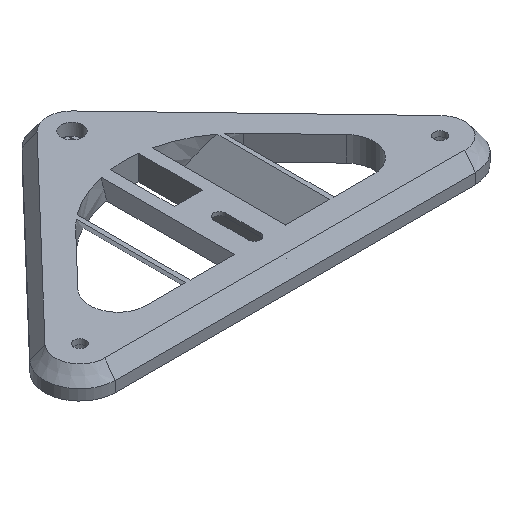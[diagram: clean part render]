
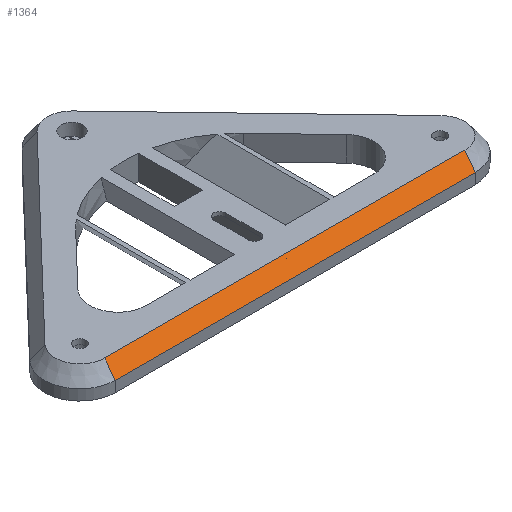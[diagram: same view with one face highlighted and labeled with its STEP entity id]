
A CAD part, isometric view. The second image highlights one B-rep face of the part: STEP entity #1364.
In plain terms, the highlighted planar face has unit normal (0, -0.8, 0.6).
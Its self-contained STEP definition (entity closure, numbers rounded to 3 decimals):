
#413 = VERTEX_POINT('',#414);
#414 = CARTESIAN_POINT('',(47.356,-141.224,
    23.1));
#486 = EDGE_CURVE('',#487,#413,#489,.T.);
#487 = VERTEX_POINT('',#488);
#488 = CARTESIAN_POINT('',(47.356,-138.224,
    27.1));
#489 = LINE('',#490,#491);
#490 = CARTESIAN_POINT('',(47.356,-139.724,
    25.1));
#491 = VECTOR('',#492,1.);
#492 = DIRECTION('',(-0.,-0.6,-0.8));
#514 = VERTEX_POINT('',#515);
#515 = CARTESIAN_POINT('',(-54.578,-138.224,
    27.1));
#522 = EDGE_CURVE('',#514,#487,#523,.T.);
#523 = LINE('',#524,#525);
#524 = CARTESIAN_POINT('',(-54.578,-138.224,
    27.1));
#525 = VECTOR('',#526,1.);
#526 = DIRECTION('',(1.,0.,0.));
#808 = EDGE_CURVE('',#809,#413,#811,.T.);
#809 = VERTEX_POINT('',#810);
#810 = CARTESIAN_POINT('',(-54.578,-141.224,
    23.1));
#811 = LINE('',#812,#813);
#812 = CARTESIAN_POINT('',(-54.578,-141.224,
    23.1));
#813 = VECTOR('',#814,1.);
#814 = DIRECTION('',(1.,0.,0.));
#1364 = ADVANCED_FACE('',(#1365),#1376,.T.);
#1365 = FACE_BOUND('',#1366,.F.);
#1366 = EDGE_LOOP('',(#1367,#1373,#1374,#1375));
#1367 = ORIENTED_EDGE('',*,*,#1368,.F.);
#1368 = EDGE_CURVE('',#514,#809,#1369,.T.);
#1369 = LINE('',#1370,#1371);
#1370 = CARTESIAN_POINT('',(-54.578,-141.224,
    23.1));
#1371 = VECTOR('',#1372,1.);
#1372 = DIRECTION('',(0.,-0.6,-0.8));
#1373 = ORIENTED_EDGE('',*,*,#522,.T.);
#1374 = ORIENTED_EDGE('',*,*,#486,.T.);
#1375 = ORIENTED_EDGE('',*,*,#808,.F.);
#1376 = PLANE('',#1377);
#1377 = AXIS2_PLACEMENT_3D('',#1378,#1379,#1380);
#1378 = CARTESIAN_POINT('',(-54.578,-139.724,
    25.1));
#1379 = DIRECTION('',(0.,-0.8,0.6));
#1380 = DIRECTION('',(-1.,-0.,-0.));
